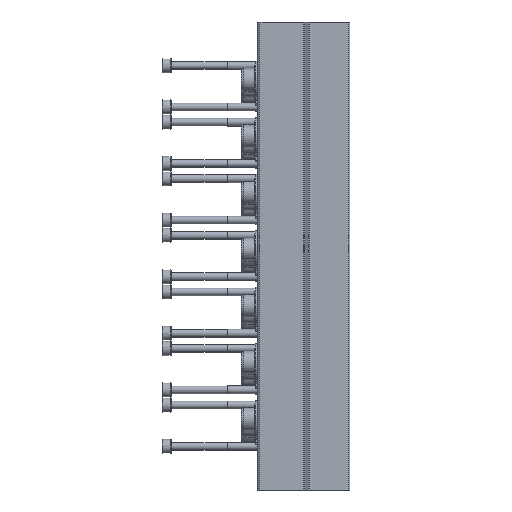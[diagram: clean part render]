
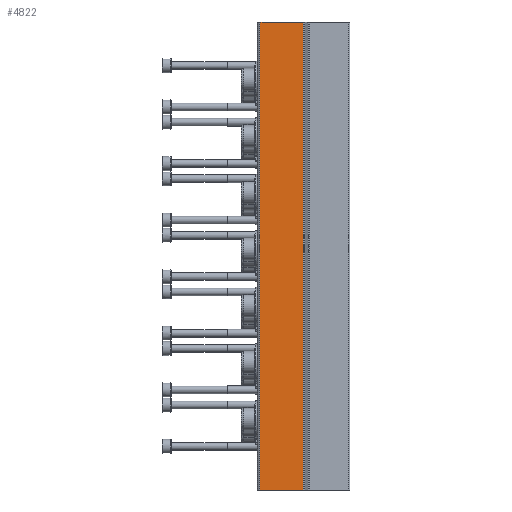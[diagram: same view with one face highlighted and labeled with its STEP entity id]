
A CAD part, left-side view. The second image highlights one B-rep face of the part: STEP entity #4822.
In plain terms, the highlighted planar face has unit normal (-1, 0, 0).
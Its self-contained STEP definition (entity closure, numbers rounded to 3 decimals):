
#224=PLANE('',#5199);
#727=ORIENTED_EDGE('',*,*,#1971,.F.);
#728=ORIENTED_EDGE('',*,*,#1970,.F.);
#729=ORIENTED_EDGE('',*,*,#1972,.T.);
#730=ORIENTED_EDGE('',*,*,#1973,.T.);
#1970=EDGE_CURVE('',#2592,#2590,#3045,.T.);
#1971=EDGE_CURVE('',#2590,#2593,#3046,.T.);
#1972=EDGE_CURVE('',#2592,#2594,#3047,.T.);
#1973=EDGE_CURVE('',#2594,#2593,#3048,.T.);
#2590=VERTEX_POINT('',#7857);
#2592=VERTEX_POINT('',#7861);
#2593=VERTEX_POINT('',#7865);
#2594=VERTEX_POINT('',#7867);
#3045=LINE('',#7862,#3344);
#3046=LINE('',#7864,#3345);
#3047=LINE('',#7866,#3346);
#3048=LINE('',#7868,#3347);
#3344=VECTOR('',#5862,1000.);
#3345=VECTOR('',#5865,1000.);
#3346=VECTOR('',#5866,1000.);
#3347=VECTOR('',#5867,1000.);
#3656=EDGE_LOOP('',(#727,#728,#729,#730));
#4191=FACE_BOUND('',#3656,.T.);
#4822=ADVANCED_FACE('',(#4191),#224,.T.);
#5199=AXIS2_PLACEMENT_3D('',#7863,#5863,#5864);
#5862=DIRECTION('',(0.,0.,1.));
#5863=DIRECTION('',(-1.,0.,0.));
#5864=DIRECTION('',(0.,0.,1.));
#5865=DIRECTION('',(0.,-1.,0.));
#5866=DIRECTION('',(0.,-1.,0.));
#5867=DIRECTION('',(0.,0.,1.));
#7857=CARTESIAN_POINT('',(-32.1,35.,0.));
#7861=CARTESIAN_POINT('',(-32.1,35.,-182.));
#7862=CARTESIAN_POINT('',(-32.1,35.,-182.));
#7863=CARTESIAN_POINT('',(-32.1,35.,-182.));
#7864=CARTESIAN_POINT('',(-32.1,35.,0.));
#7865=CARTESIAN_POINT('',(-32.1,18.111,0.));
#7866=CARTESIAN_POINT('',(-32.1,35.,-182.));
#7867=CARTESIAN_POINT('',(-32.1,18.111,-182.));
#7868=CARTESIAN_POINT('',(-32.1,18.111,-182.));
